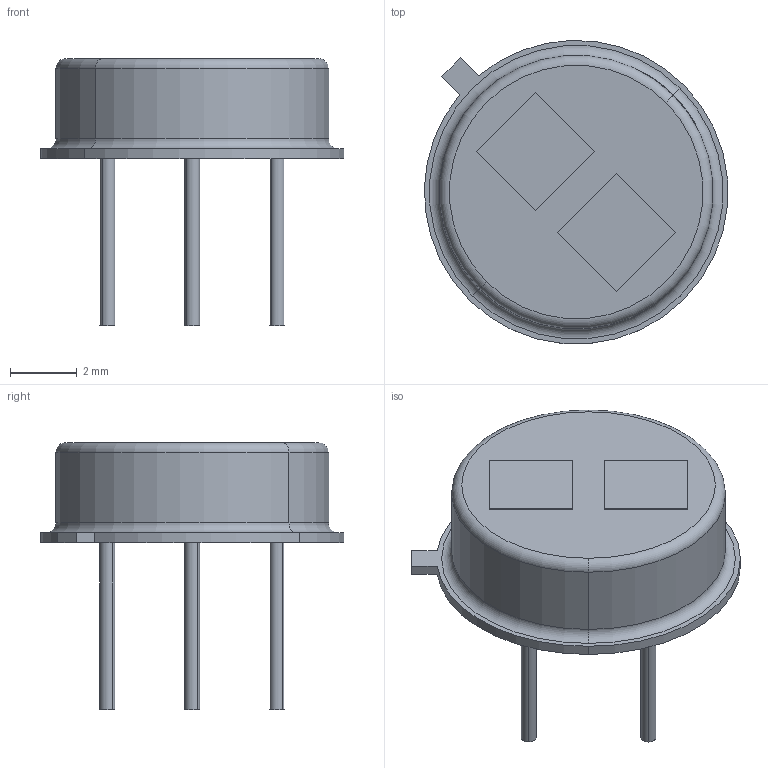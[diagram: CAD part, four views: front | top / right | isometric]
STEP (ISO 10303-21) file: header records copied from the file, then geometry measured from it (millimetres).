
FILE_DESCRIPTION (( 'STEP AP214' ), '1' );
FILE_NAME ('SENSOR-TH_SYP12-CH4.STEP', '2024-11-25T15:31:30', ( '' ), ( '' ), 'SwSTEP 2.0', 'SolidWorks 2020', '' );
FILE_SCHEMA (( 'AUTOMOTIVE_DESIGN' ));
Length unit declared in the file: millimetre
Products named in the file (1): SENSOR-TH_SYP12-CH4
Bounding box: 9.08 x 9.08 x 8.01 mm (x, y, z)
Volume: 165.1 mm3; surface area: 233.7 mm2
Topology: 1 solids, 1 shells, 265 faces, 704 edges, 468 vertices
Faces by surface type: bspline 197, cylinder 38, plane 26, torus 4
Entity records: 13587 total; most frequent: CARTESIAN_POINT 5783, ORIENTED_EDGE 1408, EDGE_CURVE 704, B_SPLINE_CURVE_WITH_KNOTS 604, VERTEX_POINT 468, EDGE_LOOP 292, DIRECTION 284, UNCERTAINTY_MEASURE_WITH_UNIT 268
